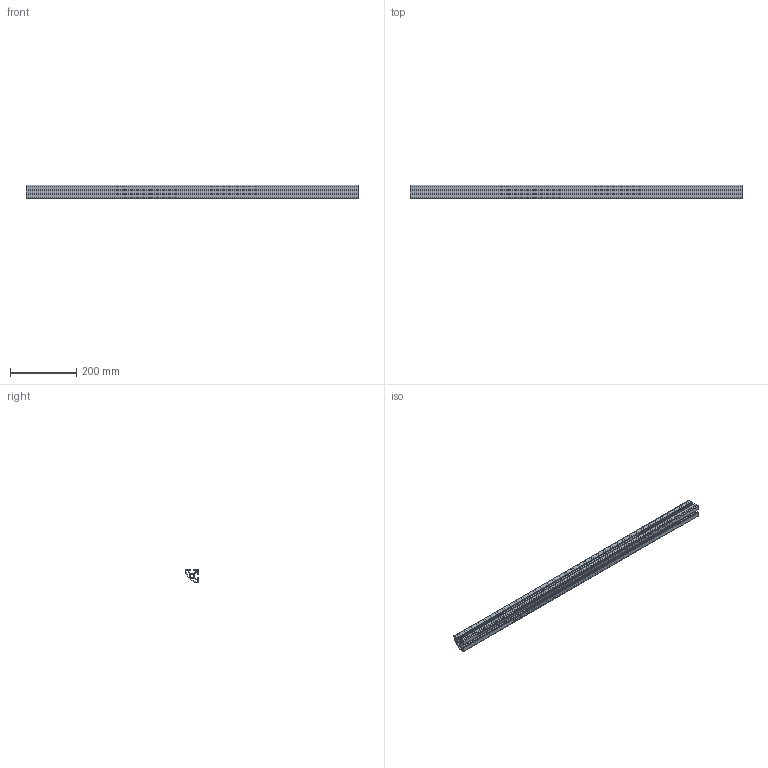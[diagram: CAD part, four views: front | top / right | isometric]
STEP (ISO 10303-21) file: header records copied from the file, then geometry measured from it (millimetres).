
FILE_DESCRIPTION (( 'STEP AP214' ), '1' );
FILE_NAME ('1.0404.2.SPCS..STEP', '2025-06-11T14:32:56', ( '' ), ( '' ), 'SwSTEP 2.0', 'SolidWorks 2023', '' );
FILE_SCHEMA (( 'AUTOMOTIVE_DESIGN' ));
Length unit declared in the file: millimetre
Products named in the file (1): 1.0404.2.SPCS.
Bounding box: 1000 x 39.94 x 39.94 mm (x, y, z)
Volume: 475147.3 mm3; surface area: 418766 mm2
Topology: 1 solids, 1 shells, 111 faces, 327 edges, 218 vertices
Faces by surface type: plane 72, cylinder 39
Entity records: 3738 total; most frequent: CARTESIAN_POINT 657, ORIENTED_EDGE 654, DIRECTION 629, EDGE_CURVE 327, LINE 249, VECTOR 249, VERTEX_POINT 218, AXIS2_PLACEMENT_3D 190
